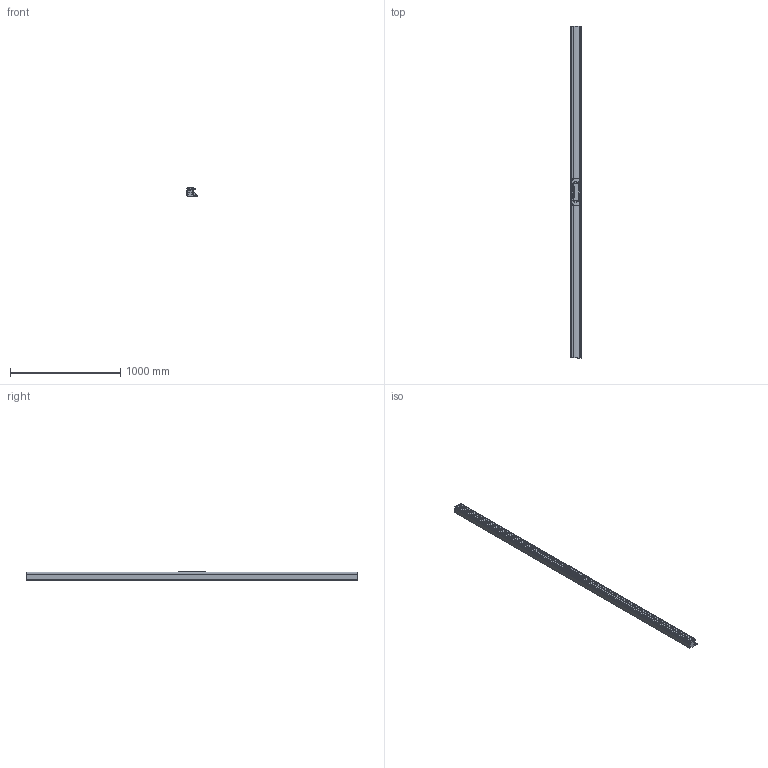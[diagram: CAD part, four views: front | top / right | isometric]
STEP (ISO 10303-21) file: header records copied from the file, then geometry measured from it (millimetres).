
FILE_DESCRIPTION (( 'STEP AP214' ), '1' );
FILE_NAME ('CPREG6300AS_STPALL.STEP', '2023-06-07T14:08:12', ( '' ), ( '' ), 'SwSTEP 2.0', 'SolidWorks 2020', '' );
FILE_SCHEMA (( 'AUTOMOTIVE_DESIGN' ));
Length unit declared in the file: millimetre
Products named in the file (3): CPREG6300AS_STPALL; CPREG6_300-EMLH_300; CPREG6_300-APH_300
Assembly tree (2 placements, depth 2):
  CPREG6300AS_STPALL
    CPREG6_300-EMLH_300
    CPREG6_300-APH_300
Bounding box: 94.4 x 3006 x 76.7 mm (x, y, z)
Volume: 4424047.3 mm3; surface area: 3461136.3 mm2
Topology: 59 solids, 59 shells, 3399 faces, 9250 edges, 5967 vertices
Faces by surface type: plane 1381, cylinder 1046, cone 710, bspline 190, torus 72
Entity records: 168680 total; most frequent: CARTESIAN_POINT 45515, ORIENTED_EDGE 18468, DIRECTION 17364, EDGE_CURVE 9234, AXIS2_PLACEMENT_3D 6450, VERTEX_POINT 5967, LINE 4464, VECTOR 4464
